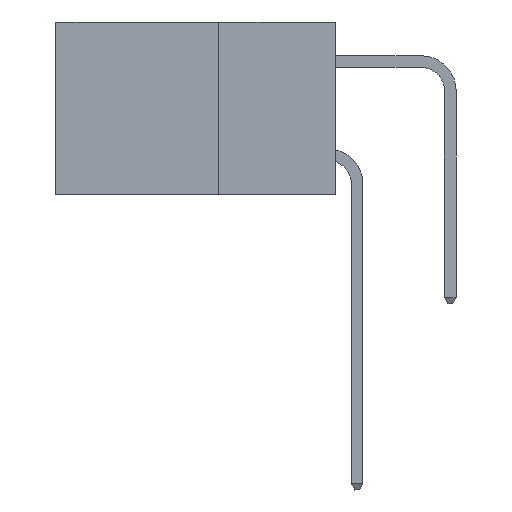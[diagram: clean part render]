
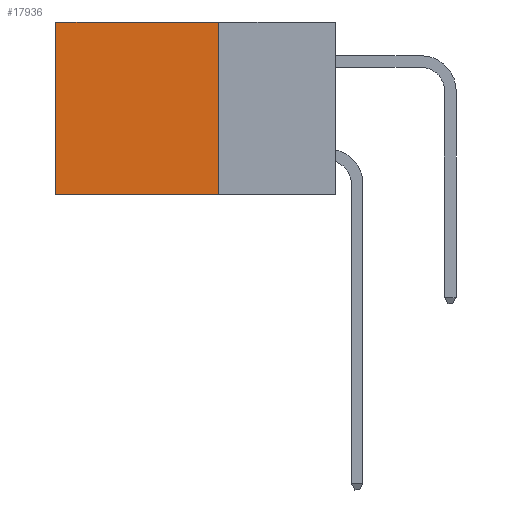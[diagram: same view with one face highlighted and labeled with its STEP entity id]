
A CAD part, left-side view. The second image highlights one B-rep face of the part: STEP entity #17936.
In plain terms, the highlighted planar face has unit normal (-1, 0, 0).
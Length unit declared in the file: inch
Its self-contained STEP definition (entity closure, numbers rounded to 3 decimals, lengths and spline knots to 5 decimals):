
#821 = CARTESIAN_POINT ( 'NONE',  ( 0.2875, 0.6, 0. ) ) ;
#1867 = VERTEX_POINT ( 'NONE', #5446 ) ;
#2170 = CARTESIAN_POINT ( 'NONE',  ( 0.2875, 0.25, -0.37 ) ) ;
#2393 = VECTOR ( 'NONE', #19490, 39.37008 ) ;
#3797 = VECTOR ( 'NONE', #17790, 39.37008 ) ;
#3821 = ORIENTED_EDGE ( 'NONE', *, *, #8308, .F. ) ;
#3919 = CARTESIAN_POINT ( 'NONE',  ( 0.2875, 0.25, 0. ) ) ;
#4164 = DIRECTION ( 'NONE',  ( 1., 0., 0. ) ) ;
#4296 = CARTESIAN_POINT ( 'NONE',  ( 0.2875, 0.25, -0.37 ) ) ;
#5446 = CARTESIAN_POINT ( 'NONE',  ( 0.2875, 0.6, -0.37 ) ) ;
#7261 = CARTESIAN_POINT ( 'NONE',  ( 0.2875, 0.25, 0. ) ) ;
#7916 = PLANE ( 'NONE',  #15354 ) ;
#8308 = EDGE_CURVE ( 'NONE', #13097, #23807, #17845, .T. ) ;
#8440 = CARTESIAN_POINT ( 'NONE',  ( 0.2875, 0.25, 0. ) ) ;
#10203 = ORIENTED_EDGE ( 'NONE', *, *, #11715, .F. ) ;
#10413 = CARTESIAN_POINT ( 'NONE',  ( 0.2875, 0.25, 0. ) ) ;
#11386 = LINE ( 'NONE', #4296, #2393 ) ;
#11537 = DIRECTION ( 'NONE',  ( 0., 0., -1. ) ) ;
#11715 = EDGE_CURVE ( 'NONE', #23807, #1867, #11386, .T. ) ;
#12493 = FACE_OUTER_BOUND ( 'NONE', #23635, .T. ) ;
#13086 = LINE ( 'NONE', #8440, #3797 ) ;
#13097 = VERTEX_POINT ( 'NONE', #7261 ) ;
#13321 = DIRECTION ( 'NONE',  ( 0., 0., -1. ) ) ;
#15354 = AXIS2_PLACEMENT_3D ( 'NONE', #3919, #4164, #11537 ) ;
#16639 = LINE ( 'NONE', #20915, #17532 ) ;
#17532 = VECTOR ( 'NONE', #13321, 39.37008 ) ;
#17790 = DIRECTION ( 'NONE',  ( 0., 1., 0. ) ) ;
#17845 = LINE ( 'NONE', #10413, #22934 ) ;
#17936 = ADVANCED_FACE ( 'NONE', ( #12493 ), #7916, .F. ) ;
#18041 = ORIENTED_EDGE ( 'NONE', *, *, #21697, .T. ) ;
#19189 = EDGE_CURVE ( 'NONE', #21617, #1867, #16639, .T. ) ;
#19490 = DIRECTION ( 'NONE',  ( 0., 1., 0. ) ) ;
#20165 = DIRECTION ( 'NONE',  ( 0., 0., -1. ) ) ;
#20915 = CARTESIAN_POINT ( 'NONE',  ( 0.2875, 0.6, 0. ) ) ;
#21617 = VERTEX_POINT ( 'NONE', #821 ) ;
#21642 = ORIENTED_EDGE ( 'NONE', *, *, #19189, .T. ) ;
#21697 = EDGE_CURVE ( 'NONE', #13097, #21617, #13086, .T. ) ;
#22934 = VECTOR ( 'NONE', #20165, 39.37008 ) ;
#23635 = EDGE_LOOP ( 'NONE', ( #21642, #10203, #3821, #18041 ) ) ;
#23807 = VERTEX_POINT ( 'NONE', #2170 ) ;
